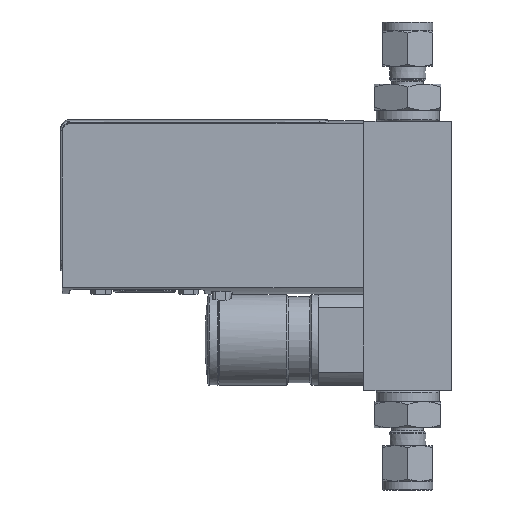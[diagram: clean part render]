
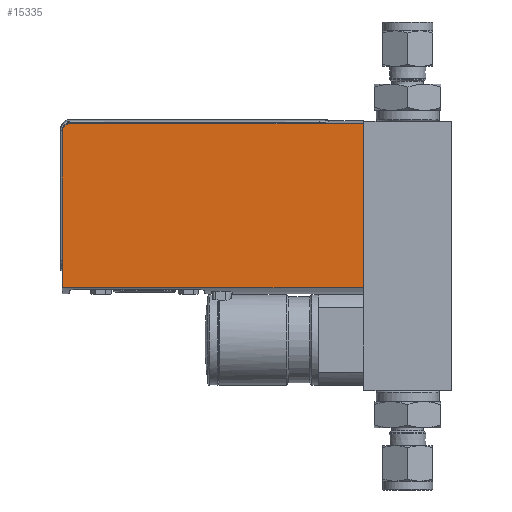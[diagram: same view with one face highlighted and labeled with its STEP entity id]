
A CAD part, left-side view. The second image highlights one B-rep face of the part: STEP entity #15335.
In plain terms, the highlighted planar face has unit normal (-1, 0, 0).
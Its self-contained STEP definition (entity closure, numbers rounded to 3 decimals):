
#1578=B_SPLINE_CURVE_WITH_KNOTS('',3,(#22746,#22747,#22748,#22749,#22750,
#22751,#22752,#22753,#22754,#22755),.UNSPECIFIED.,.F.,.F.,(4,2,2,2,4),(0.893,
0.968,1.043,1.117,1.191),
 .UNSPECIFIED.);
#1762=FACE_OUTER_BOUND('',#2704,.T.);
#2704=EDGE_LOOP('',(#9650,#9651,#9652,#9653,#9654));
#3760=LINE('',#22614,#4836);
#3769=LINE('',#22742,#4845);
#3770=LINE('',#22744,#4846);
#3771=LINE('',#22756,#4847);
#4836=VECTOR('',#18108,10.);
#4845=VECTOR('',#18135,10.);
#4846=VECTOR('',#18136,10.);
#4847=VECTOR('',#18137,10.);
#5933=VERTEX_POINT('',#22612);
#5934=VERTEX_POINT('',#22613);
#5956=VERTEX_POINT('',#22741);
#5957=VERTEX_POINT('',#22743);
#5958=VERTEX_POINT('',#22745);
#7358=EDGE_CURVE('',#5933,#5934,#3760,.T.);
#7383=EDGE_CURVE('',#5933,#5956,#3769,.T.);
#7384=EDGE_CURVE('',#5956,#5957,#3770,.T.);
#7385=EDGE_CURVE('',#5958,#5957,#1578,.T.);
#7386=EDGE_CURVE('',#5958,#5934,#3771,.T.);
#9650=ORIENTED_EDGE('',*,*,#7358,.F.);
#9651=ORIENTED_EDGE('',*,*,#7383,.T.);
#9652=ORIENTED_EDGE('',*,*,#7384,.T.);
#9653=ORIENTED_EDGE('',*,*,#7385,.F.);
#9654=ORIENTED_EDGE('',*,*,#7386,.T.);
#14062=PLANE('',#16336);
#15335=ADVANCED_FACE('',(#1762),#14062,.T.);
#16336=AXIS2_PLACEMENT_3D('',#22740,#18133,#18134);
#18108=DIRECTION('',(0.,1.,0.));
#18133=DIRECTION('center_axis',(-1.,0.,0.));
#18134=DIRECTION('ref_axis',(0.,1.,0.));
#18135=DIRECTION('',(0.,0.,1.));
#18136=DIRECTION('',(0.,1.,0.));
#18137=DIRECTION('',(0.,0.,-1.));
#22612=CARTESIAN_POINT('',(-12.5,12.7,-9.029));
#22613=CARTESIAN_POINT('',(-12.5,98.7,-9.029));
#22614=CARTESIAN_POINT('',(-12.5,12.7,-9.029));
#22740=CARTESIAN_POINT('Origin',(-12.5,12.7,37.828));
#22741=CARTESIAN_POINT('',(-12.5,12.7,37.828));
#22742=CARTESIAN_POINT('',(-12.5,12.7,-9.029));
#22743=CARTESIAN_POINT('',(-12.5,96.7,37.828));
#22744=CARTESIAN_POINT('',(-12.5,12.7,37.828));
#22745=CARTESIAN_POINT('',(-12.5,98.7,35.808));
#22746=CARTESIAN_POINT('Ctrl Pts',(-12.5,98.7,35.808));
#22747=CARTESIAN_POINT('Ctrl Pts',(-12.5,98.7,36.058));
#22748=CARTESIAN_POINT('Ctrl Pts',(-12.5,98.642,36.352));
#22749=CARTESIAN_POINT('Ctrl Pts',(-12.5,98.452,36.814));
#22750=CARTESIAN_POINT('Ctrl Pts',(-12.5,98.287,37.062));
#22751=CARTESIAN_POINT('Ctrl Pts',(-12.5,97.937,37.414));
#22752=CARTESIAN_POINT('Ctrl Pts',(-12.5,97.691,37.58));
#22753=CARTESIAN_POINT('Ctrl Pts',(-12.5,97.236,37.77));
#22754=CARTESIAN_POINT('Ctrl Pts',(-12.5,96.946,37.828));
#22755=CARTESIAN_POINT('Ctrl Pts',(-12.5,96.7,37.828));
#22756=CARTESIAN_POINT('',(-12.5,98.7,25.889));
